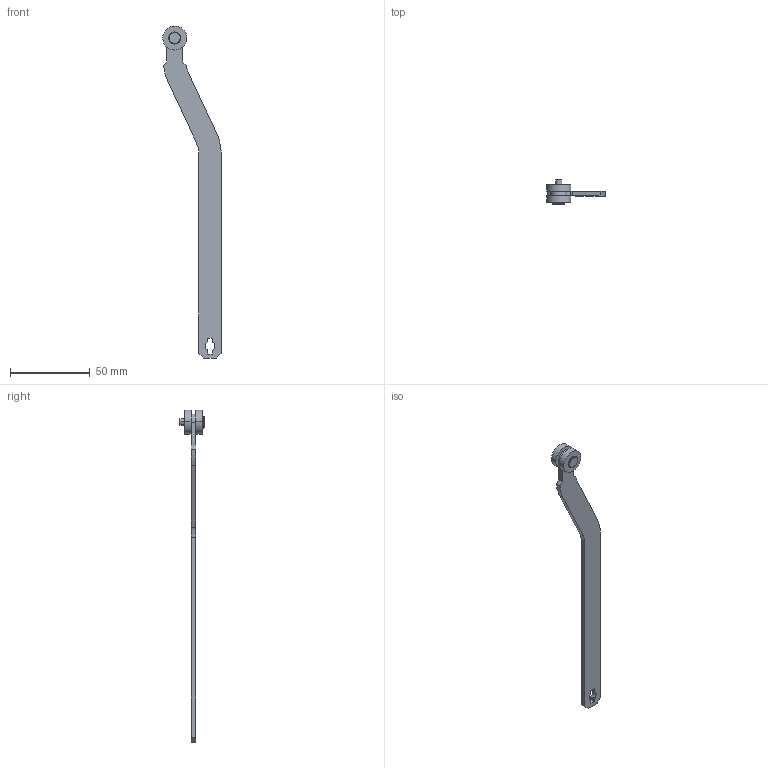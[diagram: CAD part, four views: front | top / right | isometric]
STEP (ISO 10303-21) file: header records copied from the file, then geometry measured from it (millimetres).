
FILE_DESCRIPTION((''),'2;1');
FILE_NAME('','2006-10-31T07:59:32',(''),(''),'','CADfix','');
FILE_SCHEMA(('AUTOMOTIVE_DESIGN'));
Length unit declared in the file: millimetre
Products named in the file (3): roller; rod; TEA_1121_U28_L_30386_36
Assembly tree (2 placements, depth 2):
  TEA_1121_U28_L_30386_36
    roller
    rod
Bounding box: 36.49 x 15.2 x 207.5 mm (x, y, z)
Volume: 9854.3 mm3; surface area: 8193.2 mm2
Topology: 2 solids, 2 shells, 51 faces, 158 edges, 116 vertices
Faces by surface type: bspline 51
Entity records: 1928 total; most frequent: CARTESIAN_POINT 991, ORIENTED_EDGE 316, EDGE_CURVE 158, VERTEX_POINT 116, QUASI_UNIFORM_CURVE 72, EDGE_LOOP 60, FACE_OUTER_BOUND 51, ADVANCED_FACE 51
